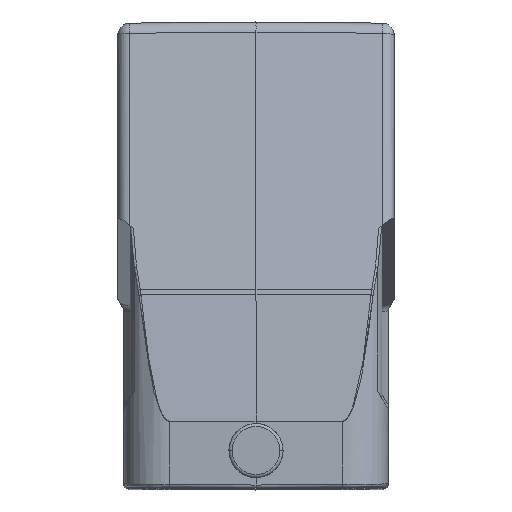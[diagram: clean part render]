
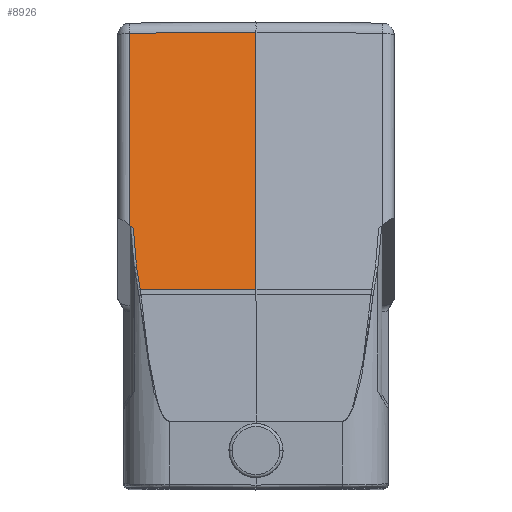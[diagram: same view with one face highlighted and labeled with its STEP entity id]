
A CAD part, top view. The second image highlights one B-rep face of the part: STEP entity #8926.
In plain terms, the highlighted planar face has unit normal (-0.009, 0.174, 0.985).
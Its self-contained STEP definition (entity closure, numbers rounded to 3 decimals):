
#59=CARTESIAN_POINT('',(-20.517,-11.704,56.062));
#67=DIRECTION('',(0.,-0.985,0.174));
#68=VECTOR('',#67,31.771);
#69=CARTESIAN_POINT('',(-20.517,19.584,50.546));
#70=LINE('',#69,#68);
#71=DIRECTION('',(0.762,-0.637,0.119));
#72=VECTOR('',#71,0.727);
#73=CARTESIAN_POINT('',(-20.517,-11.704,56.062));
#74=LINE('',#73,#72);
#83=CARTESIAN_POINT('',(-19.449,-18.497,57.27));
#84=CARTESIAN_POINT('',(-19.749,-16.402,56.898));
#85=CARTESIAN_POINT('',(-19.895,-14.285,56.523));
#86=CARTESIAN_POINT('',(-19.963,-12.168,56.149));
#88=DIRECTION('',(1.,0.009,0.007));
#89=VECTOR('',#88,20.519);
#90=CARTESIAN_POINT('',(-20.517,19.584,50.546));
#91=LINE('',#90,#89);
#92=DIRECTION('',(0.,-0.985,0.174));
#93=VECTOR('',#92,42.562);
#94=CARTESIAN_POINT('',(0.,19.763,50.696));
#95=LINE('',#94,#93);
#96=CARTESIAN_POINT('',(-18.848,-22.177,57.924));
#97=CARTESIAN_POINT('',(-19.075,-20.955,57.706));
#98=CARTESIAN_POINT('',(-19.272,-19.728,57.488));
#99=CARTESIAN_POINT('',(-19.449,-18.497,57.27));
#136=DIRECTION('',(1.,0.001,0.009));
#137=VECTOR('',#136,18.848);
#138=CARTESIAN_POINT('',(-18.848,-22.177,57.924));
#139=LINE('',#138,#137);
#7369=VERTEX_POINT('',#59);
#7370=CARTESIAN_POINT('',(-20.517,19.584,50.546));
#7371=VERTEX_POINT('',#7370);
#7372=CARTESIAN_POINT('',(-19.963,-12.168,
56.149));
#7373=VERTEX_POINT('',#7372);
#7380=VERTEX_POINT('',#83);
#7381=CARTESIAN_POINT('',(0.,19.763,
50.696));
#7382=VERTEX_POINT('',#7381);
#7383=CARTESIAN_POINT('',(0.,-22.152,
58.087));
#7384=VERTEX_POINT('',#7383);
#7385=CARTESIAN_POINT('',(-18.848,-22.177,
57.924));
#7386=VERTEX_POINT('',#7385);
#8907=CARTESIAN_POINT('',(0.,21.415,50.404));
#8908=DIRECTION('',(-0.009,0.174,0.985));
#8909=DIRECTION('',(0.,-0.985,0.174));
#8910=AXIS2_PLACEMENT_3D('',#8907,#8908,#8909);
#8911=PLANE('',#8910);
#8913=ORIENTED_EDGE('',*,*,#8912,.T.);
#8914=ORIENTED_EDGE('',*,*,#8890,.F.);
#8915=ORIENTED_EDGE('',*,*,#8880,.F.);
#8917=ORIENTED_EDGE('',*,*,#8916,.T.);
#8919=ORIENTED_EDGE('',*,*,#8918,.T.);
#8921=ORIENTED_EDGE('',*,*,#8920,.F.);
#8923=ORIENTED_EDGE('',*,*,#8922,.T.);
#8924=EDGE_LOOP('',(#8913,#8914,#8915,#8917,#8919,#8921,#8923));
#8925=FACE_OUTER_BOUND('',#8924,.F.);
#8926=ADVANCED_FACE('',(#8925),#8911,.T.);
#87=B_SPLINE_CURVE_WITH_KNOTS('',3,(#83,#84,#85,#86),.UNSPECIFIED.,.F.,.F.,(4,
4),(0.,1.),.UNSPECIFIED.);
#100=B_SPLINE_CURVE_WITH_KNOTS('',3,(#96,#97,#98,#99),.UNSPECIFIED.,.F.,.F.,(4,
4),(0.,1.),.UNSPECIFIED.);
#8880=EDGE_CURVE('',#7371,#7369,#70,.T.);
#8890=EDGE_CURVE('',#7369,#7373,#74,.T.);
#8912=EDGE_CURVE('',#7380,#7373,#87,.T.);
#8916=EDGE_CURVE('',#7371,#7382,#91,.T.);
#8918=EDGE_CURVE('',#7382,#7384,#95,.T.);
#8920=EDGE_CURVE('',#7386,#7384,#139,.T.);
#8922=EDGE_CURVE('',#7386,#7380,#100,.T.);
